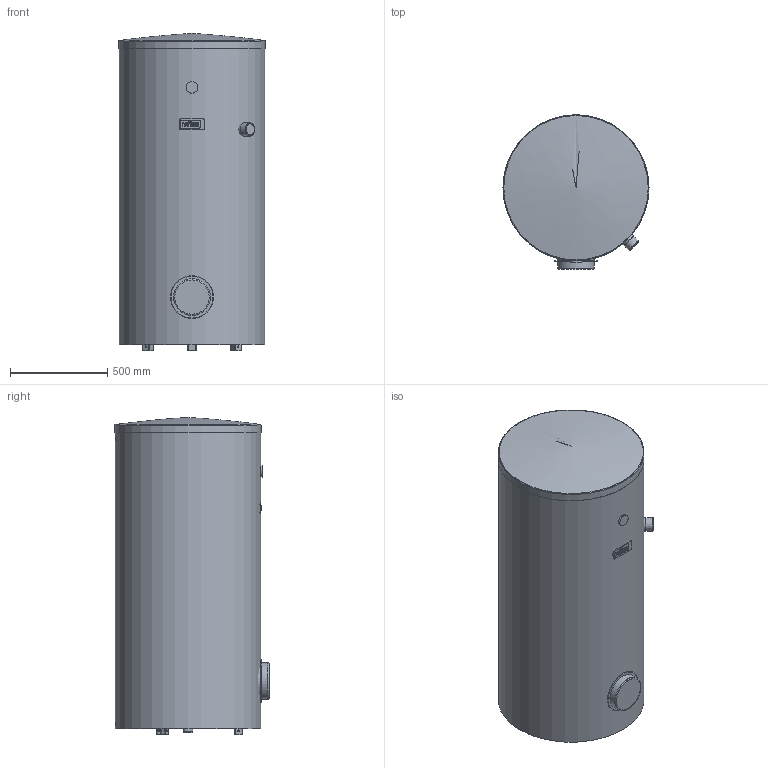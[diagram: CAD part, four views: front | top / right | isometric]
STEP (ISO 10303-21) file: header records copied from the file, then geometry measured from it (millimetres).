
FILE_DESCRIPTION(/* description */ (''),/* implementation_level */ '2;1');
FILE_NAME(/* name */ '3d_AH400_1_B-7864100.stp',/* time_stamp */ '2024-09-05T09:03:59+02:00',/* author */ ('Andrzej'),/* organization */ (''),/* preprocessor_version */ 'ST-DEVELOPER v16.13',/* originating_system */ 'AutoCAD Mechanical',/* authorisation */ '');
FILE_SCHEMA (('AUTOMOTIVE_DESIGN { 1 0 10303 214 3 1 1 }'));
Length unit declared in the file: millimetre
Products named in the file (1): Product
Bounding box: 753 x 794.5 x 1634 mm (x, y, z)
Surface area: 9475346.9 mm2
Topology: 17 solids, 17 shells, 393 faces, 1242 edges, 1189 vertices
Faces by surface type: plane 197, cylinder 161, torus 16, cone 11, bspline 7, sphere 1
Full cylindrical faces by diameter (mm): 8 x6, 9.3 x1, 10 x7, 12 x3, 16 x1, 20 x2, 26.9 x1, 30 x2, 33 x1, 33.7 x2, 40 x1, 42.4 x9, 43 x1, 49 x1, 51 x1, 57 x1, 60 x1, 66.428 x1, 70.428 x1, 90 x2, 117 x1, 125 x1, 172 x1, 180 x1, 184 x1, 189 x2, 220.2 x1, 598 x3, 750 x2, 753 x1
Entity records: 14929 total; most frequent: CARTESIAN_POINT 4240, DIRECTION 2321, ORIENTED_EDGE 1722, EDGE_CURVE 861, AXIS2_PLACEMENT_3D 841, LINE 639, VECTOR 639, VERTEX_POINT 619
